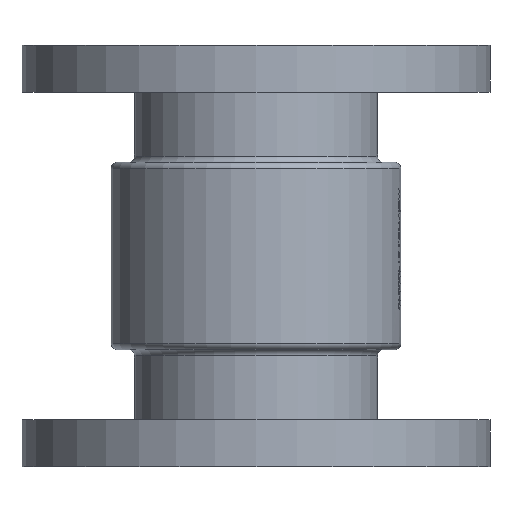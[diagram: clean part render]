
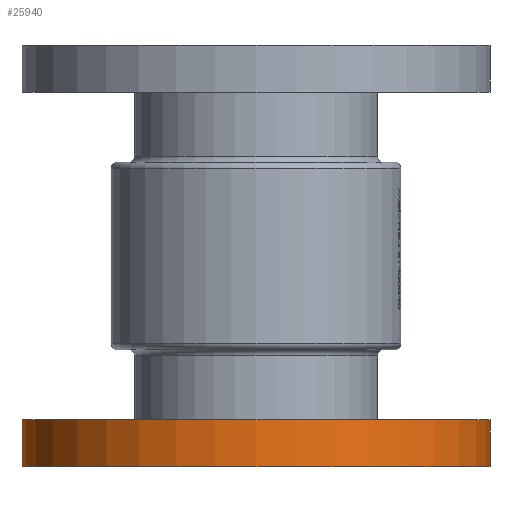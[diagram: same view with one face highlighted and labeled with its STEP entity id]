
A CAD part, front view. The second image highlights one B-rep face of the part: STEP entity #25940.
In plain terms, the highlighted cylindrical face has radius 110 mm (diameter 220 mm), a partial arc.
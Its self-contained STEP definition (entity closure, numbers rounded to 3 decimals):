
#675 = ORIENTED_EDGE ( 'NONE', *, *, #6672, .F. ) ;
#2289 = EDGE_LOOP ( 'NONE', ( #675, #27783, #16483, #12627 ) ) ;
#3481 = AXIS2_PLACEMENT_3D ( 'NONE', #11355, #25276, #17955 ) ;
#3843 = CARTESIAN_POINT ( 'NONE',  ( 110., 0., -198. ) ) ;
#4437 = DIRECTION ( 'NONE',  ( 0., 0., -1. ) ) ;
#5758 = AXIS2_PLACEMENT_3D ( 'NONE', #19803, #15598, #28937 ) ;
#5892 = DIRECTION ( 'NONE',  ( 0., 0., -1. ) ) ;
#6011 = CARTESIAN_POINT ( 'NONE',  ( -110., 0., -176. ) ) ;
#6603 = DIRECTION ( 'NONE',  ( 0., 0., -1. ) ) ;
#6646 = VERTEX_POINT ( 'NONE', #6011 ) ;
#6672 = EDGE_CURVE ( 'NONE', #6646, #14902, #11023, .T. ) ;
#6898 = CYLINDRICAL_SURFACE ( 'NONE', #11126, 110. ) ;
#8898 = CARTESIAN_POINT ( 'NONE',  ( 110., 0., -198. ) ) ;
#11023 = CIRCLE ( 'NONE', #5758, 110. ) ;
#11065 = EDGE_CURVE ( 'NONE', #14902, #15285, #26913, .T. ) ;
#11126 = AXIS2_PLACEMENT_3D ( 'NONE', #13638, #6603, #15748 ) ;
#11355 = CARTESIAN_POINT ( 'NONE',  ( 0., 0., -198. ) ) ;
#11814 = CARTESIAN_POINT ( 'NONE',  ( 110., 0., -176. ) ) ;
#12627 = ORIENTED_EDGE ( 'NONE', *, *, #11065, .F. ) ;
#13638 = CARTESIAN_POINT ( 'NONE',  ( 0., 0., -198. ) ) ;
#13946 = CARTESIAN_POINT ( 'NONE',  ( -110., 0., -198. ) ) ;
#14287 = EDGE_CURVE ( 'NONE', #20367, #15285, #20238, .T. ) ;
#14902 = VERTEX_POINT ( 'NONE', #11814 ) ;
#15285 = VERTEX_POINT ( 'NONE', #8898 ) ;
#15598 = DIRECTION ( 'NONE',  ( 0., 0., 1. ) ) ;
#15748 = DIRECTION ( 'NONE',  ( 1., 0., 0. ) ) ;
#16483 = ORIENTED_EDGE ( 'NONE', *, *, #14287, .T. ) ;
#16607 = VECTOR ( 'NONE', #4437, 1000. ) ;
#17955 = DIRECTION ( 'NONE',  ( 1., 0., 0. ) ) ;
#18926 = VECTOR ( 'NONE', #5892, 1000. ) ;
#19803 = CARTESIAN_POINT ( 'NONE',  ( 0., 0., -176. ) ) ;
#20121 = CARTESIAN_POINT ( 'NONE',  ( -110., 0., -198. ) ) ;
#20238 = CIRCLE ( 'NONE', #3481, 110. ) ;
#20367 = VERTEX_POINT ( 'NONE', #13946 ) ;
#23891 = EDGE_CURVE ( 'NONE', #6646, #20367, #26412, .T. ) ;
#25028 = FACE_OUTER_BOUND ( 'NONE', #2289, .T. ) ;
#25276 = DIRECTION ( 'NONE',  ( 0., 0., 1. ) ) ;
#25940 = ADVANCED_FACE ( 'NONE', ( #25028 ), #6898, .T. ) ;
#26412 = LINE ( 'NONE', #20121, #18926 ) ;
#26913 = LINE ( 'NONE', #3843, #16607 ) ;
#27783 = ORIENTED_EDGE ( 'NONE', *, *, #23891, .T. ) ;
#28937 = DIRECTION ( 'NONE',  ( 1., 0., 0. ) ) ;
